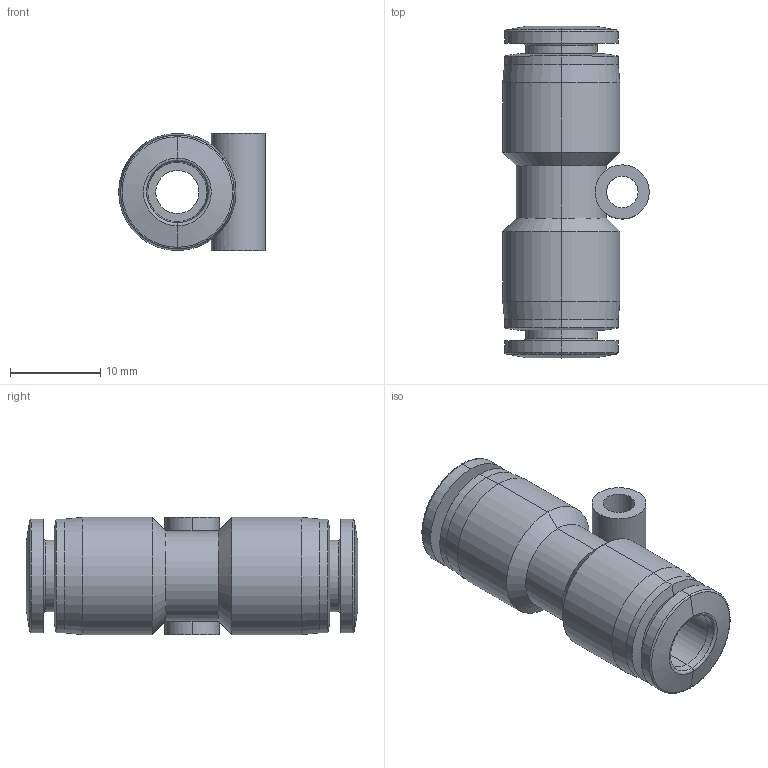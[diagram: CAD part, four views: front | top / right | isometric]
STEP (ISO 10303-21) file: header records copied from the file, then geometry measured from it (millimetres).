
FILE_DESCRIPTION (( 'STEP AP214' ), '1' );
FILE_NAME ('US14.step', '2016-02-24T20:49:27', ( '' ), ( '' ), 'SwSTEP 2.0', 'SolidWorks 2015', '' );
FILE_SCHEMA (( 'AUTOMOTIVE_DESIGN' ));
Length unit declared in the file: inch
Products named in the file (1): US14
Bounding box: 16.25 x 36.8 x 13 mm (x, y, z)
Volume: 3200.4 mm3; surface area: 2981.3 mm2
Topology: 1 solids, 1 shells, 68 faces, 139 edges, 78 vertices
Faces by surface type: cylinder 28, cone 20, bspline 8, plane 8, torus 4
Entity records: 2859 total; most frequent: CARTESIAN_POINT 470, DIRECTION 347, ORIENTED_EDGE 278, AXIS2_PLACEMENT_3D 149, EDGE_CURVE 139, CIRCLE 88, VERTEX_POINT 78, EDGE_LOOP 77
